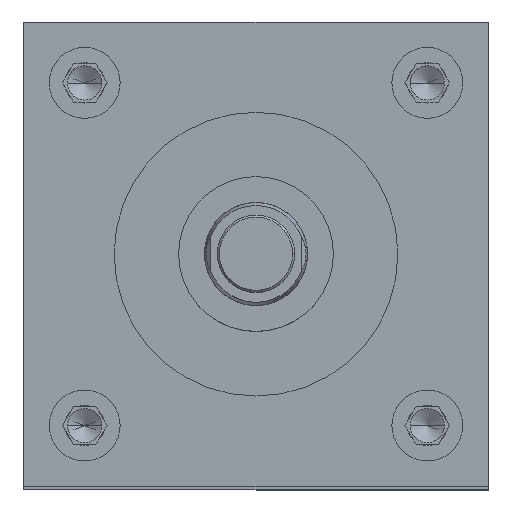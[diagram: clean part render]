
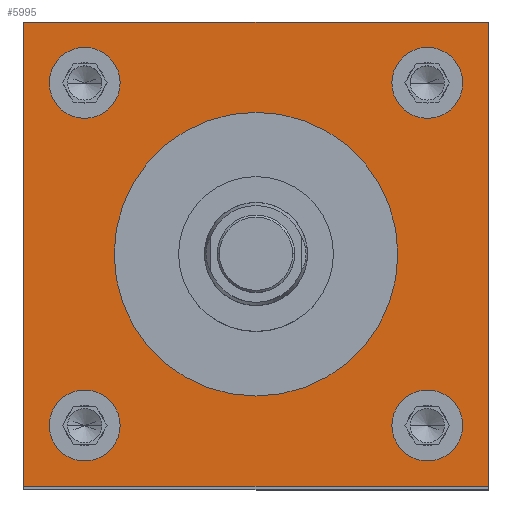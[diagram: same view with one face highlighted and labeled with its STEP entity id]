
A CAD part, top view. The second image highlights one B-rep face of the part: STEP entity #5995.
In plain terms, the highlighted planar face has unit normal (0, 0, 1).
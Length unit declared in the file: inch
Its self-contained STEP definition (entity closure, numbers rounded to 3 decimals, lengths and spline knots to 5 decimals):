
#55 = ORIENTED_EDGE ( 'NONE', *, *, #4921, .F. ) ;
#97 = VERTEX_POINT ( 'NONE', #3022 ) ;
#108 = VECTOR ( 'NONE', #215, 39.37008 ) ;
#113 = VECTOR ( 'NONE', #5306, 39.37008 ) ;
#165 = CARTESIAN_POINT ( 'NONE',  ( 1.66, 1.66, 20.25 ) ) ;
#170 = CARTESIAN_POINT ( 'NONE',  ( -2.0035, -1.66, 20.25 ) ) ;
#208 = EDGE_LOOP ( 'NONE', ( #7123, #6781 ) ) ;
#211 = DIRECTION ( 'NONE',  ( -1., 0., 0. ) ) ;
#215 = DIRECTION ( 'NONE',  ( 1., 0., 0. ) ) ;
#234 = VERTEX_POINT ( 'NONE', #6739 ) ;
#248 = FACE_BOUND ( 'NONE', #2971, .T. ) ;
#311 = LINE ( 'NONE', #5834, #113 ) ;
#409 = VERTEX_POINT ( 'NONE', #6993 ) ;
#602 = VERTEX_POINT ( 'NONE', #5484 ) ;
#629 = VERTEX_POINT ( 'NONE', #2807 ) ;
#689 = CARTESIAN_POINT ( 'NONE',  ( -2.25, 2.25, 20.25 ) ) ;
#731 = VERTEX_POINT ( 'NONE', #170 ) ;
#742 = FACE_BOUND ( 'NONE', #969, .T. ) ;
#868 = DIRECTION ( 'NONE',  ( 1., 0., 0. ) ) ;
#908 = EDGE_LOOP ( 'NONE', ( #3963, #7005 ) ) ;
#969 = EDGE_LOOP ( 'NONE', ( #4030, #4536 ) ) ;
#985 = VERTEX_POINT ( 'NONE', #6013 ) ;
#1032 = AXIS2_PLACEMENT_3D ( 'NONE', #1353, #4189, #211 ) ;
#1068 = AXIS2_PLACEMENT_3D ( 'NONE', #3129, #2579, #5326 ) ;
#1144 = CARTESIAN_POINT ( 'NONE',  ( -1.66, -1.66, 20.25 ) ) ;
#1170 = CARTESIAN_POINT ( 'NONE',  ( 1.3165, -1.66, 20.25 ) ) ;
#1234 = ORIENTED_EDGE ( 'NONE', *, *, #5678, .T. ) ;
#1339 = CARTESIAN_POINT ( 'NONE',  ( 0., 0., 20.25 ) ) ;
#1353 = CARTESIAN_POINT ( 'NONE',  ( -2.25, 2.25, 20.25 ) ) ;
#1408 = DIRECTION ( 'NONE',  ( 0., 0., 1. ) ) ;
#1438 = EDGE_CURVE ( 'NONE', #985, #602, #1891, .T. ) ;
#1635 = CIRCLE ( 'NONE', #6480, 0.3435 ) ;
#1664 = CARTESIAN_POINT ( 'NONE',  ( -2.0035, 1.66, 20.25 ) ) ;
#1688 = CARTESIAN_POINT ( 'NONE',  ( 2.25, -2.25, 20.25 ) ) ;
#1693 = AXIS2_PLACEMENT_3D ( 'NONE', #2412, #5624, #5700 ) ;
#1727 = CARTESIAN_POINT ( 'NONE',  ( -1.66, 1.66, 20.25 ) ) ;
#1806 = CARTESIAN_POINT ( 'NONE',  ( -1.66, 1.66, 20.25 ) ) ;
#1856 = DIRECTION ( 'NONE',  ( 1., 0., 0. ) ) ;
#1891 = CIRCLE ( 'NONE', #1896, 1.375 ) ;
#1896 = AXIS2_PLACEMENT_3D ( 'NONE', #1339, #4314, #5924 ) ;
#2010 = CIRCLE ( 'NONE', #6056, 0.3435 ) ;
#2065 = VERTEX_POINT ( 'NONE', #1170 ) ;
#2083 = EDGE_CURVE ( 'NONE', #97, #2065, #6895, .T. ) ;
#2112 = CARTESIAN_POINT ( 'NONE',  ( 2.0035, 1.66, 20.25 ) ) ;
#2246 = EDGE_LOOP ( 'NONE', ( #4540, #3668 ) ) ;
#2326 = EDGE_CURVE ( 'NONE', #3146, #629, #4370, .T. ) ;
#2412 = CARTESIAN_POINT ( 'NONE',  ( 1.66, -1.66, 20.25 ) ) ;
#2496 = EDGE_CURVE ( 'NONE', #4059, #5338, #6702, .T. ) ;
#2549 = EDGE_CURVE ( 'NONE', #4264, #234, #3609, .T. ) ;
#2579 = DIRECTION ( 'NONE',  ( 0., 0., 1. ) ) ;
#2653 = CIRCLE ( 'NONE', #4854, 1.375 ) ;
#2668 = AXIS2_PLACEMENT_3D ( 'NONE', #3124, #5322, #1856 ) ;
#2725 = ORIENTED_EDGE ( 'NONE', *, *, #5216, .T. ) ;
#2807 = CARTESIAN_POINT ( 'NONE',  ( -2.25, -2.25, 20.25 ) ) ;
#2971 = EDGE_LOOP ( 'NONE', ( #4961, #55 ) ) ;
#3022 = CARTESIAN_POINT ( 'NONE',  ( 2.0035, -1.66, 20.25 ) ) ;
#3124 = CARTESIAN_POINT ( 'NONE',  ( 1.66, 1.66, 20.25 ) ) ;
#3129 = CARTESIAN_POINT ( 'NONE',  ( -1.66, -1.66, 20.25 ) ) ;
#3146 = VERTEX_POINT ( 'NONE', #689 ) ;
#3180 = DIRECTION ( 'NONE',  ( 0., -1., 0. ) ) ;
#3298 = CARTESIAN_POINT ( 'NONE',  ( 0., 0., 20.25 ) ) ;
#3306 = EDGE_LOOP ( 'NONE', ( #5432, #6195, #1234, #2725 ) ) ;
#3341 = EDGE_CURVE ( 'NONE', #409, #731, #2010, .T. ) ;
#3389 = VERTEX_POINT ( 'NONE', #5135 ) ;
#3593 = VECTOR ( 'NONE', #6328, 39.37008 ) ;
#3606 = PLANE ( 'NONE',  #1032 ) ;
#3609 = CIRCLE ( 'NONE', #5453, 0.3435 ) ;
#3668 = ORIENTED_EDGE ( 'NONE', *, *, #2496, .F. ) ;
#3963 = ORIENTED_EDGE ( 'NONE', *, *, #3341, .F. ) ;
#3973 = DIRECTION ( 'NONE',  ( 0., 0., 1. ) ) ;
#3998 = DIRECTION ( 'NONE',  ( 1., 0., 0. ) ) ;
#4030 = ORIENTED_EDGE ( 'NONE', *, *, #5039, .F. ) ;
#4055 = CIRCLE ( 'NONE', #2668, 0.3435 ) ;
#4059 = VERTEX_POINT ( 'NONE', #7016 ) ;
#4085 = FACE_BOUND ( 'NONE', #208, .T. ) ;
#4139 = CARTESIAN_POINT ( 'NONE',  ( 2.25, -2.25, 20.25 ) ) ;
#4189 = DIRECTION ( 'NONE',  ( 0., 0., -1. ) ) ;
#4203 = DIRECTION ( 'NONE',  ( 0., 0., 1. ) ) ;
#4237 = EDGE_CURVE ( 'NONE', #234, #4264, #1635, .T. ) ;
#4264 = VERTEX_POINT ( 'NONE', #1664 ) ;
#4314 = DIRECTION ( 'NONE',  ( 0., 0., 1. ) ) ;
#4370 = LINE ( 'NONE', #5872, #6250 ) ;
#4536 = ORIENTED_EDGE ( 'NONE', *, *, #1438, .F. ) ;
#4540 = ORIENTED_EDGE ( 'NONE', *, *, #5951, .F. ) ;
#4544 = AXIS2_PLACEMENT_3D ( 'NONE', #165, #3973, #6083 ) ;
#4606 = EDGE_CURVE ( 'NONE', #731, #409, #7068, .T. ) ;
#4607 = VERTEX_POINT ( 'NONE', #1688 ) ;
#4625 = CIRCLE ( 'NONE', #7020, 0.3435 ) ;
#4673 = CARTESIAN_POINT ( 'NONE',  ( -2.25, -2.25, 20.25 ) ) ;
#4854 = AXIS2_PLACEMENT_3D ( 'NONE', #3298, #6561, #6762 ) ;
#4921 = EDGE_CURVE ( 'NONE', #2065, #97, #4625, .T. ) ;
#4961 = ORIENTED_EDGE ( 'NONE', *, *, #2083, .F. ) ;
#5039 = EDGE_CURVE ( 'NONE', #602, #985, #2653, .T. ) ;
#5135 = CARTESIAN_POINT ( 'NONE',  ( 2.25, 2.25, 20.25 ) ) ;
#5174 = DIRECTION ( 'NONE',  ( 1., 0., 0. ) ) ;
#5216 = EDGE_CURVE ( 'NONE', #3389, #3146, #311, .T. ) ;
#5242 = FACE_BOUND ( 'NONE', #2246, .T. ) ;
#5306 = DIRECTION ( 'NONE',  ( -1., 0., 0. ) ) ;
#5322 = DIRECTION ( 'NONE',  ( 0., 0., 1. ) ) ;
#5326 = DIRECTION ( 'NONE',  ( 1., 0., 0. ) ) ;
#5338 = VERTEX_POINT ( 'NONE', #2112 ) ;
#5432 = ORIENTED_EDGE ( 'NONE', *, *, #2326, .T. ) ;
#5453 = AXIS2_PLACEMENT_3D ( 'NONE', #1806, #1408, #868 ) ;
#5484 = CARTESIAN_POINT ( 'NONE',  ( 1.375, 0., 20.25 ) ) ;
#5624 = DIRECTION ( 'NONE',  ( 0., 0., 1. ) ) ;
#5678 = EDGE_CURVE ( 'NONE', #4607, #3389, #6865, .T. ) ;
#5700 = DIRECTION ( 'NONE',  ( 1., 0., 0. ) ) ;
#5705 = DIRECTION ( 'NONE',  ( 0., 0., 1. ) ) ;
#5807 = FACE_OUTER_BOUND ( 'NONE', #3306, .T. ) ;
#5834 = CARTESIAN_POINT ( 'NONE',  ( -2.25, 2.25, 20.25 ) ) ;
#5872 = CARTESIAN_POINT ( 'NONE',  ( -2.25, -2.25, 20.25 ) ) ;
#5924 = DIRECTION ( 'NONE',  ( 1., 0., 0. ) ) ;
#5951 = EDGE_CURVE ( 'NONE', #5338, #4059, #4055, .T. ) ;
#5956 = DIRECTION ( 'NONE',  ( 1., 0., 0. ) ) ;
#5995 = ADVANCED_FACE ( 'NONE', ( #248, #5242, #6953, #4085, #742, #5807 ), #3606, .F. ) ;
#6013 = CARTESIAN_POINT ( 'NONE',  ( -1.375, 0., 20.25 ) ) ;
#6056 = AXIS2_PLACEMENT_3D ( 'NONE', #1144, #5705, #5174 ) ;
#6083 = DIRECTION ( 'NONE',  ( 1., 0., 0. ) ) ;
#6184 = DIRECTION ( 'NONE',  ( 0., 0., 1. ) ) ;
#6195 = ORIENTED_EDGE ( 'NONE', *, *, #6642, .T. ) ;
#6250 = VECTOR ( 'NONE', #3180, 39.37008 ) ;
#6328 = DIRECTION ( 'NONE',  ( 0., 1., 0. ) ) ;
#6347 = LINE ( 'NONE', #4673, #108 ) ;
#6388 = CARTESIAN_POINT ( 'NONE',  ( 1.66, -1.66, 20.25 ) ) ;
#6480 = AXIS2_PLACEMENT_3D ( 'NONE', #1727, #6184, #3998 ) ;
#6561 = DIRECTION ( 'NONE',  ( 0., 0., 1. ) ) ;
#6642 = EDGE_CURVE ( 'NONE', #629, #4607, #6347, .T. ) ;
#6702 = CIRCLE ( 'NONE', #4544, 0.3435 ) ;
#6739 = CARTESIAN_POINT ( 'NONE',  ( -1.3165, 1.66, 20.25 ) ) ;
#6762 = DIRECTION ( 'NONE',  ( 1., 0., 0. ) ) ;
#6781 = ORIENTED_EDGE ( 'NONE', *, *, #2549, .F. ) ;
#6865 = LINE ( 'NONE', #4139, #3593 ) ;
#6895 = CIRCLE ( 'NONE', #1693, 0.3435 ) ;
#6953 = FACE_BOUND ( 'NONE', #908, .T. ) ;
#6993 = CARTESIAN_POINT ( 'NONE',  ( -1.3165, -1.66, 20.25 ) ) ;
#7005 = ORIENTED_EDGE ( 'NONE', *, *, #4606, .F. ) ;
#7016 = CARTESIAN_POINT ( 'NONE',  ( 1.3165, 1.66, 20.25 ) ) ;
#7020 = AXIS2_PLACEMENT_3D ( 'NONE', #6388, #4203, #5956 ) ;
#7068 = CIRCLE ( 'NONE', #1068, 0.3435 ) ;
#7123 = ORIENTED_EDGE ( 'NONE', *, *, #4237, .F. ) ;
